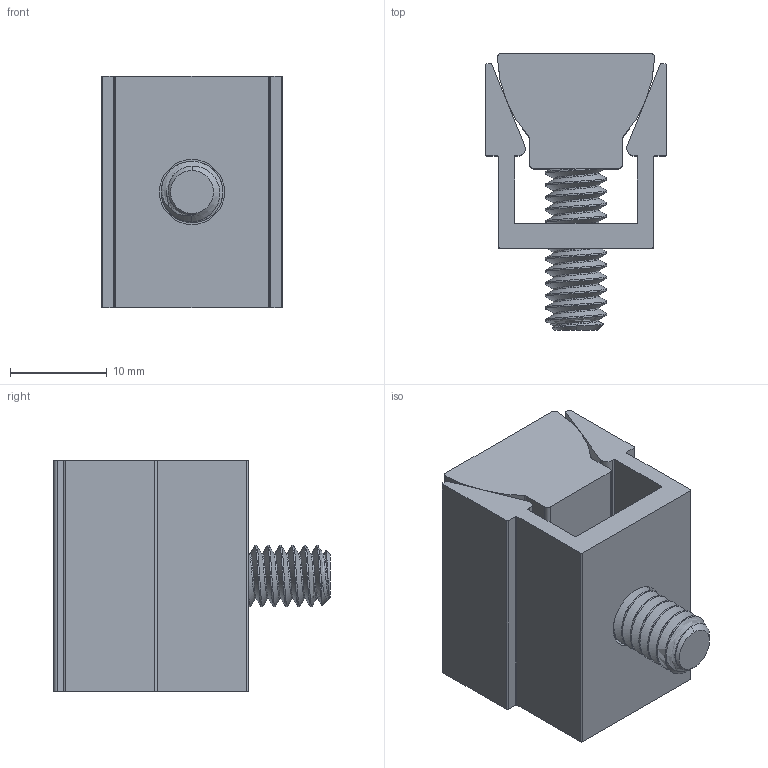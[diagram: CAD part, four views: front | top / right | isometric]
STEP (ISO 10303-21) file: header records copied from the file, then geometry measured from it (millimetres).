
FILE_DESCRIPTION (( 'STEP AP203' ), '1' );
FILE_NAME ('05-0452.STEP', '2023-06-05T19:53:15', ( '' ), ( '' ), 'SwSTEP 2.0', 'SolidWorks 2022', '' );
FILE_SCHEMA (( 'CONFIG_CONTROL_DESIGN' ));
Length unit declared in the file: inch
Products named in the file (4): 60320_60320; 60220_60220; 807501_807501; 05-0452
Assembly tree (3 placements, depth 2):
  05-0452
    60220_60220
    60320_60320
    807501_807501
Bounding box: 18.67 x 28.57 x 23.88 mm (x, y, z)
Volume: 6413.8 mm3; surface area: 5539.4 mm2
Topology: 3 solids, 3 shells, 153 faces, 415 edges, 271 vertices
Faces by surface type: cylinder 103, plane 35, cone 13, bspline 2
Entity records: 6950 total; most frequent: CARTESIAN_POINT 3048, ORIENTED_EDGE 830, DIRECTION 656, EDGE_CURVE 415, VERTEX_POINT 271, AXIS2_PLACEMENT_3D 238, LINE 180, VECTOR 180
